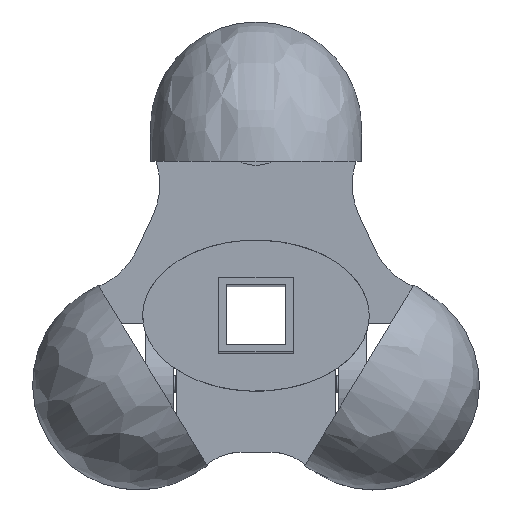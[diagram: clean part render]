
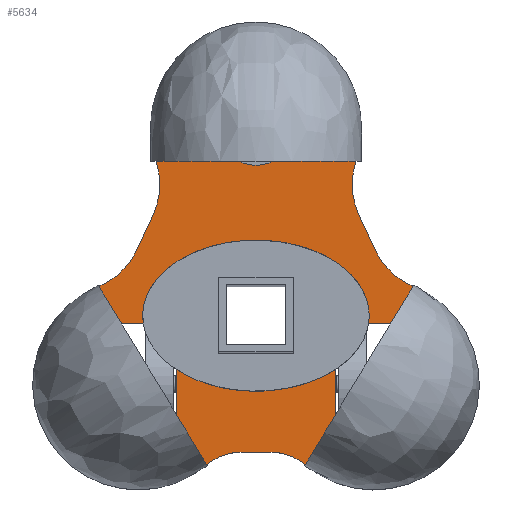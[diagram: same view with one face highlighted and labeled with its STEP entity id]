
A CAD part, top view. The second image highlights one B-rep face of the part: STEP entity #5634.
In plain terms, the highlighted face is planar.
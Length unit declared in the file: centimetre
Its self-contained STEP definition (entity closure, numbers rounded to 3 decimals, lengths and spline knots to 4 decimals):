
#585=FACE_BOUND('',#970,.T.);
#586=FACE_BOUND('',#971,.T.);
#587=FACE_BOUND('',#972,.T.);
#588=FACE_BOUND('',#973,.T.);
#637=FACE_OUTER_BOUND('',#969,.T.);
#969=EDGE_LOOP('',(#3833,#3834,#3835,#3836,#3837,#3838,#3839,#3840,#3841,
#3842,#3843,#3844));
#970=EDGE_LOOP('',(#3845,#3846,#3847,#3848));
#971=EDGE_LOOP('',(#3849,#3850,#3851,#3852));
#972=EDGE_LOOP('',(#3853));
#973=EDGE_LOOP('',(#3854,#3855,#3856,#3857));
#1362=LINE('',#8289,#1815);
#1363=LINE('',#8297,#1816);
#1364=LINE('',#8304,#1817);
#1365=LINE('',#8307,#1818);
#1366=LINE('',#8309,#1819);
#1367=LINE('',#8311,#1820);
#1368=LINE('',#8312,#1821);
#1369=LINE('',#8315,#1822);
#1370=LINE('',#8317,#1823);
#1371=LINE('',#8319,#1824);
#1372=LINE('',#8320,#1825);
#1373=LINE('',#8325,#1826);
#1374=LINE('',#8327,#1827);
#1375=LINE('',#8329,#1828);
#1376=LINE('',#8330,#1829);
#1815=VECTOR('',#6745,5.1956);
#1816=VECTOR('',#6752,3.9596);
#1817=VECTOR('',#6759,5.1956);
#1818=VECTOR('',#6760,10.);
#1819=VECTOR('',#6761,16.);
#1820=VECTOR('',#6762,10.);
#1821=VECTOR('',#6763,16.);
#1822=VECTOR('',#6764,10.);
#1823=VECTOR('',#6765,10.);
#1824=VECTOR('',#6766,10.);
#1825=VECTOR('',#6767,10.);
#1826=VECTOR('',#6770,10.);
#1827=VECTOR('',#6771,16.);
#1828=VECTOR('',#6772,10.);
#1829=VECTOR('',#6773,16.);
#2263=CIRCLE('',#6171,9.4448);
#2264=CIRCLE('',#6172,13.9786);
#2265=CIRCLE('',#6173,9.4448);
#2266=CIRCLE('',#6174,9.4448);
#2267=CIRCLE('',#6175,13.9996);
#2268=CIRCLE('',#6176,7.0213);
#2269=CIRCLE('',#6177,7.0213);
#2270=CIRCLE('',#6178,13.9996);
#2271=CIRCLE('',#6179,9.4448);
#2272=CIRCLE('',#6180,5.);
#2443=VERTEX_POINT('',#8281);
#2444=VERTEX_POINT('',#8282);
#2445=VERTEX_POINT('',#8284);
#2446=VERTEX_POINT('',#8286);
#2447=VERTEX_POINT('',#8288);
#2448=VERTEX_POINT('',#8290);
#2449=VERTEX_POINT('',#8292);
#2450=VERTEX_POINT('',#8294);
#2451=VERTEX_POINT('',#8296);
#2452=VERTEX_POINT('',#8298);
#2453=VERTEX_POINT('',#8300);
#2454=VERTEX_POINT('',#8302);
#2455=VERTEX_POINT('',#8305);
#2456=VERTEX_POINT('',#8306);
#2457=VERTEX_POINT('',#8308);
#2458=VERTEX_POINT('',#8310);
#2459=VERTEX_POINT('',#8313);
#2460=VERTEX_POINT('',#8314);
#2461=VERTEX_POINT('',#8316);
#2462=VERTEX_POINT('',#8318);
#2463=VERTEX_POINT('',#8321);
#2464=VERTEX_POINT('',#8323);
#2465=VERTEX_POINT('',#8324);
#2466=VERTEX_POINT('',#8326);
#2467=VERTEX_POINT('',#8328);
#2995=EDGE_CURVE('',#2443,#2444,#2263,.T.);
#2996=EDGE_CURVE('',#2445,#2444,#2264,.T.);
#2997=EDGE_CURVE('',#2446,#2445,#2265,.T.);
#2998=EDGE_CURVE('',#2447,#2446,#1362,.T.);
#2999=EDGE_CURVE('',#2447,#2448,#2266,.T.);
#3000=EDGE_CURVE('',#2449,#2448,#2267,.T.);
#3001=EDGE_CURVE('',#2450,#2449,#2268,.T.);
#3002=EDGE_CURVE('',#2450,#2451,#1363,.T.);
#3003=EDGE_CURVE('',#2451,#2452,#2269,.T.);
#3004=EDGE_CURVE('',#2453,#2452,#2270,.T.);
#3005=EDGE_CURVE('',#2454,#2453,#2271,.T.);
#3006=EDGE_CURVE('',#2443,#2454,#1364,.T.);
#3007=EDGE_CURVE('',#2455,#2456,#1365,.T.);
#3008=EDGE_CURVE('',#2457,#2455,#1366,.T.);
#3009=EDGE_CURVE('',#2457,#2458,#1367,.T.);
#3010=EDGE_CURVE('',#2458,#2456,#1368,.T.);
#3011=EDGE_CURVE('',#2459,#2460,#1369,.T.);
#3012=EDGE_CURVE('',#2461,#2460,#1370,.T.);
#3013=EDGE_CURVE('',#2462,#2461,#1371,.T.);
#3014=EDGE_CURVE('',#2462,#2459,#1372,.T.);
#3015=EDGE_CURVE('',#2463,#2463,#2272,.T.);
#3016=EDGE_CURVE('',#2464,#2465,#1373,.T.);
#3017=EDGE_CURVE('',#2466,#2465,#1374,.T.);
#3018=EDGE_CURVE('',#2467,#2466,#1375,.T.);
#3019=EDGE_CURVE('',#2467,#2464,#1376,.T.);
#3833=ORIENTED_EDGE('',*,*,#2995,.T.);
#3834=ORIENTED_EDGE('',*,*,#2996,.F.);
#3835=ORIENTED_EDGE('',*,*,#2997,.F.);
#3836=ORIENTED_EDGE('',*,*,#2998,.F.);
#3837=ORIENTED_EDGE('',*,*,#2999,.T.);
#3838=ORIENTED_EDGE('',*,*,#3000,.F.);
#3839=ORIENTED_EDGE('',*,*,#3001,.F.);
#3840=ORIENTED_EDGE('',*,*,#3002,.T.);
#3841=ORIENTED_EDGE('',*,*,#3003,.T.);
#3842=ORIENTED_EDGE('',*,*,#3004,.F.);
#3843=ORIENTED_EDGE('',*,*,#3005,.F.);
#3844=ORIENTED_EDGE('',*,*,#3006,.F.);
#3845=ORIENTED_EDGE('',*,*,#3007,.F.);
#3846=ORIENTED_EDGE('',*,*,#3008,.F.);
#3847=ORIENTED_EDGE('',*,*,#3009,.T.);
#3848=ORIENTED_EDGE('',*,*,#3010,.T.);
#3849=ORIENTED_EDGE('',*,*,#3011,.T.);
#3850=ORIENTED_EDGE('',*,*,#3012,.F.);
#3851=ORIENTED_EDGE('',*,*,#3013,.F.);
#3852=ORIENTED_EDGE('',*,*,#3014,.T.);
#3853=ORIENTED_EDGE('',*,*,#3015,.T.);
#3854=ORIENTED_EDGE('',*,*,#3016,.T.);
#3855=ORIENTED_EDGE('',*,*,#3017,.F.);
#3856=ORIENTED_EDGE('',*,*,#3018,.F.);
#3857=ORIENTED_EDGE('',*,*,#3019,.T.);
#5477=PLANE('',#6170);
#5634=ADVANCED_FACE('',(#637,#585,#586,#587,#588),#5477,.F.);
#6170=AXIS2_PLACEMENT_3D('',#8280,#6737,#6738);
#6171=AXIS2_PLACEMENT_3D('',#8283,#6739,#6740);
#6172=AXIS2_PLACEMENT_3D('',#8285,#6741,#6742);
#6173=AXIS2_PLACEMENT_3D('',#8287,#6743,#6744);
#6174=AXIS2_PLACEMENT_3D('',#8291,#6746,#6747);
#6175=AXIS2_PLACEMENT_3D('',#8293,#6748,#6749);
#6176=AXIS2_PLACEMENT_3D('',#8295,#6750,#6751);
#6177=AXIS2_PLACEMENT_3D('',#8299,#6753,#6754);
#6178=AXIS2_PLACEMENT_3D('',#8301,#6755,#6756);
#6179=AXIS2_PLACEMENT_3D('',#8303,#6757,#6758);
#6180=AXIS2_PLACEMENT_3D('',#8322,#6768,#6769);
#6737=DIRECTION('center_axis',(0.,1.,0.));
#6738=DIRECTION('ref_axis',(0.,0.,1.));
#6739=DIRECTION('center_axis',(0.,1.,0.));
#6740=DIRECTION('ref_axis',(0.,0.,1.));
#6741=DIRECTION('center_axis',(0.,1.,0.));
#6742=DIRECTION('ref_axis',(0.,0.,1.));
#6743=DIRECTION('center_axis',(0.,-1.,0.));
#6744=DIRECTION('ref_axis',(0.,0.,-1.));
#6745=DIRECTION('',(-0.417,0.,-0.909));
#6746=DIRECTION('center_axis',(0.,1.,0.));
#6747=DIRECTION('ref_axis',(0.,0.,1.));
#6748=DIRECTION('center_axis',(0.,1.,0.));
#6749=DIRECTION('ref_axis',(0.,0.,1.));
#6750=DIRECTION('center_axis',(0.,-1.,0.));
#6751=DIRECTION('ref_axis',(0.,0.,-1.));
#6752=DIRECTION('',(-1.,0.,0.));
#6753=DIRECTION('center_axis',(0.,1.,0.));
#6754=DIRECTION('ref_axis',(0.,0.,1.));
#6755=DIRECTION('center_axis',(0.,1.,0.));
#6756=DIRECTION('ref_axis',(0.,0.,1.));
#6757=DIRECTION('center_axis',(0.,-1.,0.));
#6758=DIRECTION('ref_axis',(0.,0.,-1.));
#6759=DIRECTION('',(-0.417,0.,0.909));
#6760=DIRECTION('',(-1.,0.,0.));
#6761=DIRECTION('',(0.,0.,1.));
#6762=DIRECTION('',(-1.,0.,0.));
#6763=DIRECTION('',(0.,0.,1.));
#6764=DIRECTION('',(1.,0.,0.));
#6765=DIRECTION('',(0.,0.,1.));
#6766=DIRECTION('',(1.,0.,0.));
#6767=DIRECTION('',(0.,0.,1.));
#6768=DIRECTION('center_axis',(0.,1.,0.));
#6769=DIRECTION('ref_axis',(0.,0.,1.));
#6770=DIRECTION('',(1.,0.,0.));
#6771=DIRECTION('',(0.,0.,1.));
#6772=DIRECTION('',(1.,0.,0.));
#6773=DIRECTION('',(0.,0.,1.));
#8280=CARTESIAN_POINT('Origin',(-22.1797,0.,-17.469));
#8281=CARTESIAN_POINT('',(-13.5958,0.,-13.5291));
#8282=CARTESIAN_POINT('',(-13.2363,0.,-20.5056));
#8283=CARTESIAN_POINT('Origin',(-22.1797,0.,-17.469));
#8284=CARTESIAN_POINT('',(13.2363,0.,-20.5056));
#8285=CARTESIAN_POINT('Origin',(0.,0.,-25.));
#8286=CARTESIAN_POINT('',(13.5958,0.,-13.5291));
#8287=CARTESIAN_POINT('Origin',(22.1797,0.,-17.469));
#8288=CARTESIAN_POINT('',(15.7631,0.,-8.8071));
#8289=CARTESIAN_POINT('',(15.7631,0.,-8.8071));
#8290=CARTESIAN_POINT('',(20.8185,0.,-3.986));
#8291=CARTESIAN_POINT('Origin',(24.347,0.,-12.7469));
#8292=CARTESIAN_POINT('',(6.5253,0.,19.6699));
#8293=CARTESIAN_POINT('Origin',(15.5885,0.,9.));
#8294=CARTESIAN_POINT('',(1.9798,0.,18.));
#8295=CARTESIAN_POINT('Origin',(1.9798,0.,25.0213));
#8296=CARTESIAN_POINT('',(-1.9798,0.,18.));
#8297=CARTESIAN_POINT('',(1.9798,0.,18.));
#8298=CARTESIAN_POINT('',(-6.5253,0.,19.6699));
#8299=CARTESIAN_POINT('Origin',(-1.9798,0.,25.0213));
#8300=CARTESIAN_POINT('',(-20.8185,0.,-3.986));
#8301=CARTESIAN_POINT('Origin',(-15.5885,0.,9.));
#8302=CARTESIAN_POINT('',(-15.7631,0.,-8.8071));
#8303=CARTESIAN_POINT('Origin',(-24.347,0.,-12.7469));
#8304=CARTESIAN_POINT('',(-13.5958,0.,-13.5291));
#8305=CARTESIAN_POINT('',(20.5885,0.,17.));
#8306=CARTESIAN_POINT('',(10.5885,0.,17.));
#8307=CARTESIAN_POINT('',(20.5885,0.,17.));
#8308=CARTESIAN_POINT('',(20.5885,0.,1.));
#8309=CARTESIAN_POINT('',(20.5885,0.,1.));
#8310=CARTESIAN_POINT('',(10.5885,0.,1.));
#8311=CARTESIAN_POINT('',(20.5885,0.,1.));
#8312=CARTESIAN_POINT('',(10.5885,0.,1.));
#8313=CARTESIAN_POINT('',(-5.,0.,5.));
#8314=CARTESIAN_POINT('',(5.,0.,5.));
#8315=CARTESIAN_POINT('',(-5.,0.,5.));
#8316=CARTESIAN_POINT('',(5.,0.,-5.));
#8317=CARTESIAN_POINT('',(5.,0.,-5.));
#8318=CARTESIAN_POINT('',(-5.,0.,-5.));
#8319=CARTESIAN_POINT('',(-5.,0.,-5.));
#8320=CARTESIAN_POINT('',(-5.,0.,-5.));
#8321=CARTESIAN_POINT('',(0.,0.,-20.));
#8322=CARTESIAN_POINT('Origin',(0.,0.,-25.));
#8323=CARTESIAN_POINT('',(-20.5885,0.,17.));
#8324=CARTESIAN_POINT('',(-10.5885,0.,17.));
#8325=CARTESIAN_POINT('',(-20.5885,0.,17.));
#8326=CARTESIAN_POINT('',(-10.5885,0.,1.));
#8327=CARTESIAN_POINT('',(-10.5885,0.,1.));
#8328=CARTESIAN_POINT('',(-20.5885,0.,1.));
#8329=CARTESIAN_POINT('',(-20.5885,0.,1.));
#8330=CARTESIAN_POINT('',(-20.5885,0.,1.));
